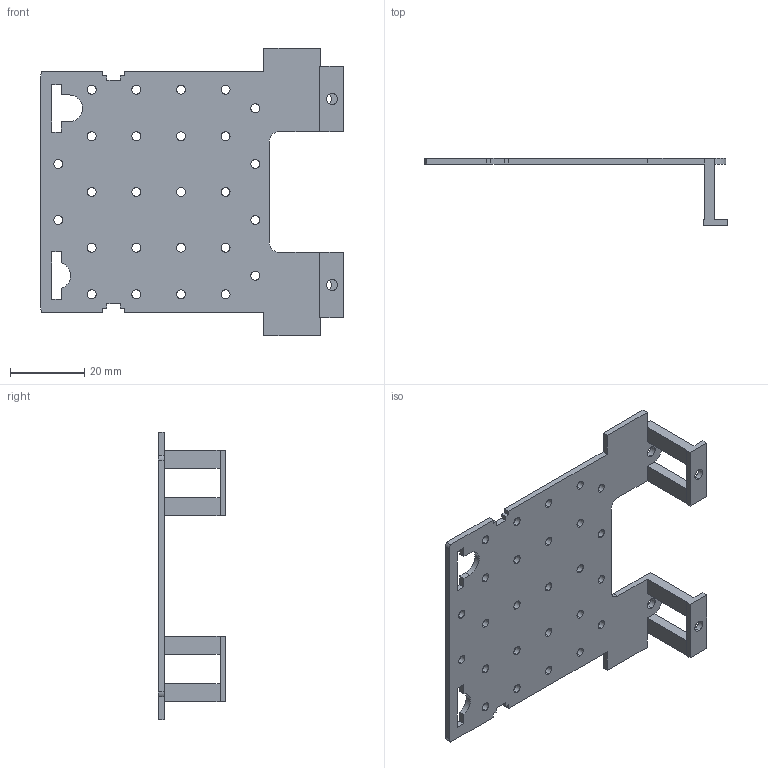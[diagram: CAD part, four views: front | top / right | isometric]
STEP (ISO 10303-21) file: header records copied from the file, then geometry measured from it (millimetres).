
FILE_DESCRIPTION (( 'STEP AP214' ), '1' );
FILE_NAME ('pp.STEP', '2020-10-29T19:50:48', ( '' ), ( '' ), 'SwSTEP 2.0', 'SolidWorks 2018', '' );
FILE_SCHEMA (( 'AUTOMOTIVE_DESIGN' ));
Length unit declared in the file: millimetre
Products named in the file (1): pp
Bounding box: 81.35 x 18.09 x 77.4 mm (x, y, z)
Volume: 8262.6 mm3; surface area: 11413.3 mm2
Topology: 1 solids, 1 shells, 135 faces, 409 edges, 272 vertices
Faces by surface type: cylinder 71, plane 64
Entity records: 4799 total; most frequent: DIRECTION 823, ORIENTED_EDGE 818, CARTESIAN_POINT 817, EDGE_CURVE 409, AXIS2_PLACEMENT_3D 278, VERTEX_POINT 272, VECTOR 267, LINE 267
